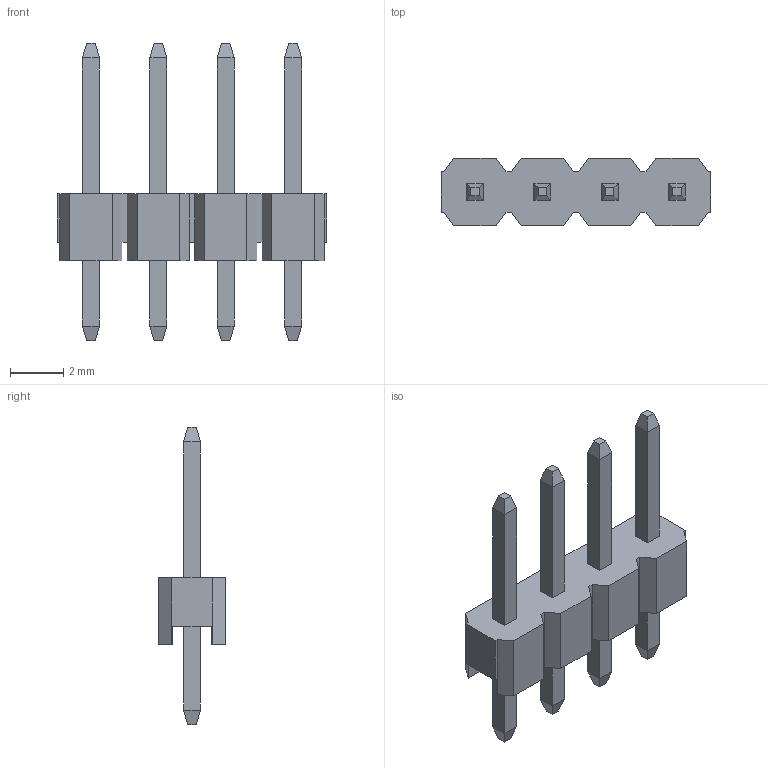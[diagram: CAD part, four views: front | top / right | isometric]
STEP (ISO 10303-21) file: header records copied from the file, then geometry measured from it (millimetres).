
FILE_DESCRIPTION(('FreeCAD Model'),'2;1');
FILE_NAME( '1x4-male-pin-header-cyan.step' ,'2016-07-23T11:28:48',('Author'),(''), 'Open CASCADE STEP processor 6.8','FreeCAD','Unknown');
FILE_SCHEMA(('AUTOMOTIVE_DESIGN_CC2 { 1 2 10303 214 -1 1 5 4 }'));
Length unit declared in the file: inch
Products named in the file (2): ASSEMBLY; 1x4-male-pin-header-cyan
Assembly tree (1 placements, depth 2):
  ASSEMBLY
    1x4-male-pin-header-cyan
Bounding box: 10.16 x 2.54 x 11.2 mm (x, y, z)
Volume: 63.7 mm3; surface area: 217.7 mm2
Topology: 1 solids, 1 shells, 142 faces, 348 edges, 216 vertices
Faces by surface type: plane 110, bspline 32
Entity records: 9517 total; most frequent: CARTESIAN_POINT 1564, DIRECTION 1204, LINE 980, VECTOR 980, ORIENTED_EDGE 696, PCURVE 696, DEFINITIONAL_REPRESENTATION 696, EDGE_CURVE 348
